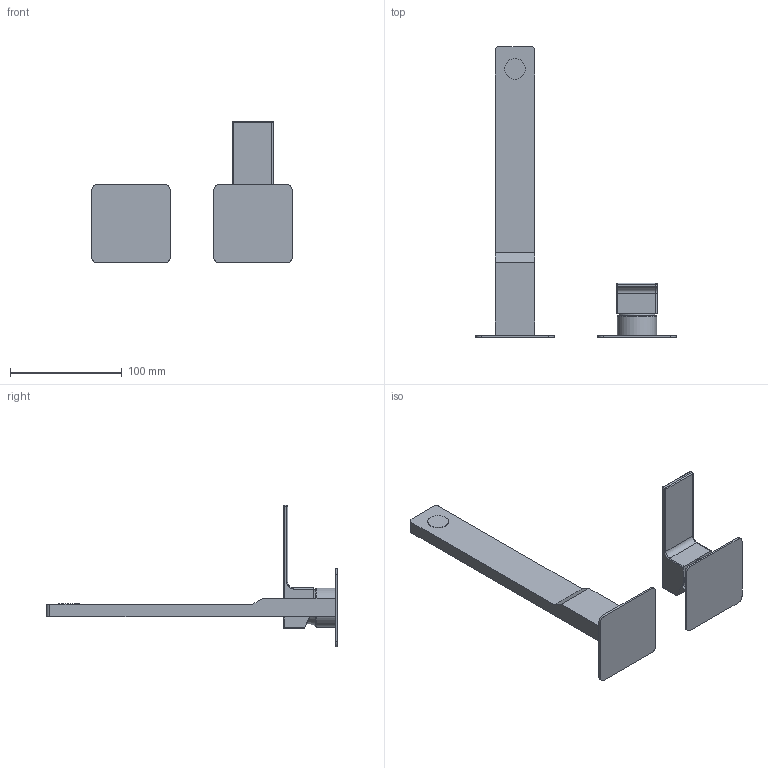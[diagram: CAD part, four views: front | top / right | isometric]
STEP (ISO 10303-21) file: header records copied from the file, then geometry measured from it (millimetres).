
FILE_DESCRIPTION((''),'2;1');
FILE_NAME('EL106CR70','2021-01-14T08:57:09',('ut3'),('PAFFONI SpA'),'CREO PARAMETRIC BY PTC INC, 2020044','CREO PARAMETRIC BY PTC INC, 2020044','');
FILE_SCHEMA(('CONFIG_CONTROL_DESIGN','SHAPE_APPEARANCE_LAYERS_GROUPS'));
Length unit declared in the file: millimetre
Products named in the file (1): EL106CR70
Bounding box: 179 x 260 x 126.72 mm (x, y, z)
Volume: 168241.6 mm3; surface area: 65881.7 mm2
Topology: 3 solids, 3 shells, 139 faces, 311 edges, 192 vertices
Faces by surface type: cylinder 56, plane 51, cone 14, torus 6, bspline 6, sphere 6
Entity records: 5461 total; most frequent: CARTESIAN_POINT 1311, DIRECTION 675, ORIENTED_EDGE 622, EDGE_CURVE 311, AXIS2_PLACEMENT_3D 257, VERTEX_POINT 192, VECTOR 161, LINE 161
